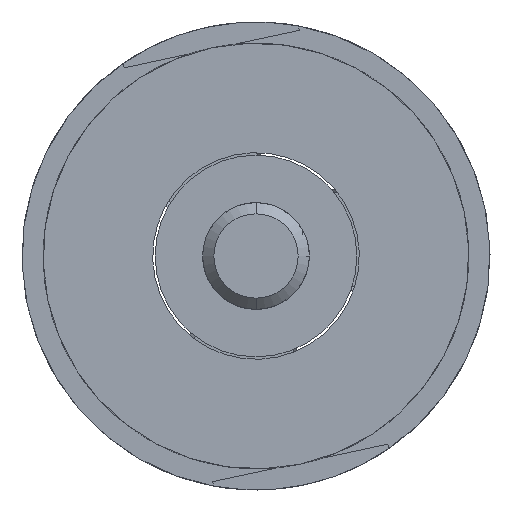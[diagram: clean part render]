
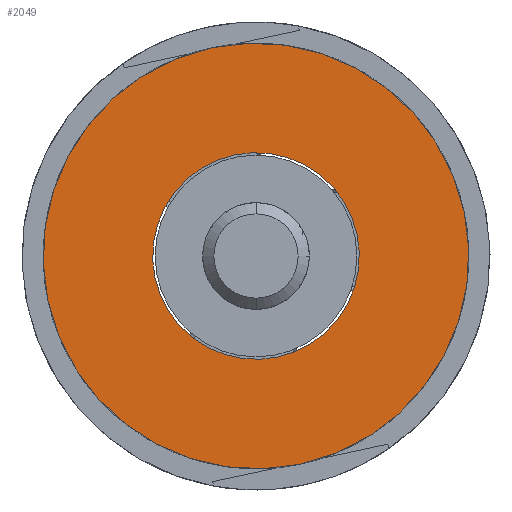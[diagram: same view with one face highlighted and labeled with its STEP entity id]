
A CAD part, front view. The second image highlights one B-rep face of the part: STEP entity #2049.
In plain terms, the highlighted planar face has unit normal (0, -1, 0).
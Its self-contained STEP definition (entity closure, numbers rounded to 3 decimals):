
#54 = AXIS2_PLACEMENT_3D ( 'NONE', #3311, #7448, #4663 ) ;
#97 = EDGE_LOOP ( 'NONE', ( #562, #1686 ) ) ;
#453 = CIRCLE ( 'NONE', #5196, 19. ) ;
#520 = DIRECTION ( 'NONE',  ( 0., -1., 0. ) ) ;
#562 = ORIENTED_EDGE ( 'NONE', *, *, #5442, .T. ) ;
#575 = CARTESIAN_POINT ( 'NONE',  ( -82.102, -59.317, -14.732 ) ) ;
#1026 = AXIS2_PLACEMENT_3D ( 'NONE', #575, #7002, #3520 ) ;
#1167 = EDGE_CURVE ( 'NONE', #2124, #7394, #453, .T. ) ;
#1222 = DIRECTION ( 'NONE',  ( -0.209, 0., 0.978 ) ) ;
#1496 = VERTEX_POINT ( 'NONE', #2576 ) ;
#1686 = ORIENTED_EDGE ( 'NONE', *, *, #1167, .T. ) ;
#1744 = CARTESIAN_POINT ( 'NONE',  ( -73.08, -59.317, -12.805 ) ) ;
#1771 = CARTESIAN_POINT ( 'NONE',  ( -73.08, -59.317, -12.805 ) ) ;
#2049 = ADVANCED_FACE ( 'NONE', ( #5841, #4076 ), #5803, .F. ) ;
#2124 = VERTEX_POINT ( 'NONE', #6596 ) ;
#2414 = DIRECTION ( 'NONE',  ( 0., -1., 0. ) ) ;
#2576 = CARTESIAN_POINT ( 'NONE',  ( -75.008, -59.317, -3.783 ) ) ;
#2910 = AXIS2_PLACEMENT_3D ( 'NONE', #6567, #2414, #1222 ) ;
#3192 = DIRECTION ( 'NONE',  ( -0.209, 0., 0.978 ) ) ;
#3311 = CARTESIAN_POINT ( 'NONE',  ( -73.08, -59.317, -12.805 ) ) ;
#3395 = DIRECTION ( 'NONE',  ( -0.209, 0., 0.978 ) ) ;
#3520 = DIRECTION ( 'NONE',  ( 0.209, 0., -0.978 ) ) ;
#3570 = AXIS2_PLACEMENT_3D ( 'NONE', #1771, #4090, #3192 ) ;
#3703 = VERTEX_POINT ( 'NONE', #5248 ) ;
#4076 = FACE_OUTER_BOUND ( 'NONE', #97, .T. ) ;
#4090 = DIRECTION ( 'NONE',  ( 0., -1., 0. ) ) ;
#4133 = ORIENTED_EDGE ( 'NONE', *, *, #4503, .F. ) ;
#4503 = EDGE_CURVE ( 'NONE', #3703, #1496, #5334, .T. ) ;
#4539 = ORIENTED_EDGE ( 'NONE', *, *, #5930, .F. ) ;
#4663 = DIRECTION ( 'NONE',  ( -0.209, 0., 0.978 ) ) ;
#5196 = AXIS2_PLACEMENT_3D ( 'NONE', #1744, #520, #3395 ) ;
#5248 = CARTESIAN_POINT ( 'NONE',  ( -71.153, -59.317, -21.826 ) ) ;
#5334 = CIRCLE ( 'NONE', #2910, 9.225 ) ;
#5357 = CARTESIAN_POINT ( 'NONE',  ( -77.05, -59.317, 5.776 ) ) ;
#5386 = CIRCLE ( 'NONE', #54, 19. ) ;
#5442 = EDGE_CURVE ( 'NONE', #7394, #2124, #5386, .T. ) ;
#5803 = PLANE ( 'NONE',  #1026 ) ;
#5841 = FACE_BOUND ( 'NONE', #7349, .T. ) ;
#5930 = EDGE_CURVE ( 'NONE', #1496, #3703, #6740, .T. ) ;
#6567 = CARTESIAN_POINT ( 'NONE',  ( -73.08, -59.317, -12.805 ) ) ;
#6596 = CARTESIAN_POINT ( 'NONE',  ( -69.111, -59.317, -31.385 ) ) ;
#6740 = CIRCLE ( 'NONE', #3570, 9.225 ) ;
#7002 = DIRECTION ( 'NONE',  ( 0., 1., 0. ) ) ;
#7349 = EDGE_LOOP ( 'NONE', ( #4539, #4133 ) ) ;
#7394 = VERTEX_POINT ( 'NONE', #5357 ) ;
#7448 = DIRECTION ( 'NONE',  ( 0., -1., 0. ) ) ;
